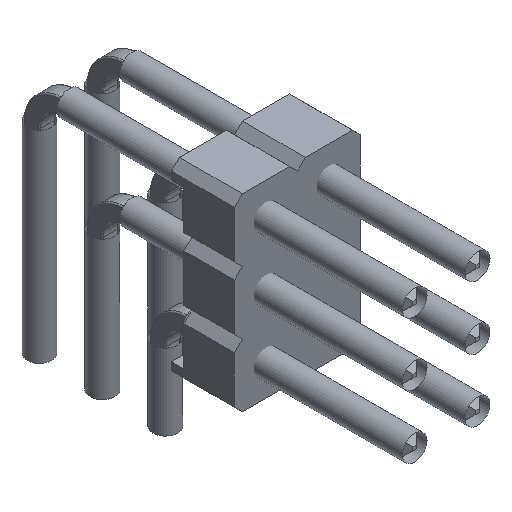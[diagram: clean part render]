
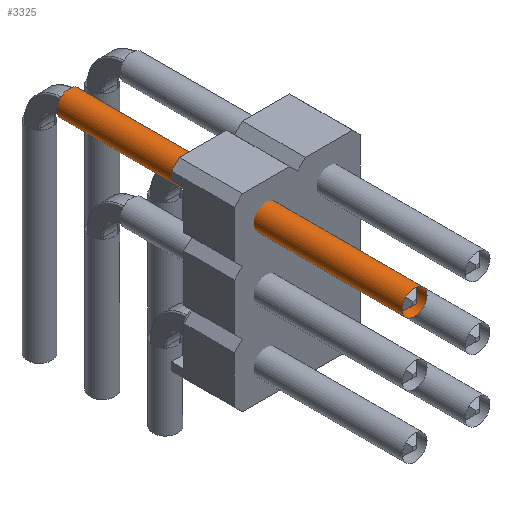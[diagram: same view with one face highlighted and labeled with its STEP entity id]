
A CAD part, isometric view. The second image highlights one B-rep face of the part: STEP entity #3325.
In plain terms, the highlighted cylindrical face has radius 0.5 mm (diameter 1 mm), a full revolution.
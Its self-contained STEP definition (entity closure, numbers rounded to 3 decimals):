
#1806=ORIENTED_EDGE('',*,*,#2280,.F.);
#1807=ORIENTED_EDGE('',*,*,#2281,.T.);
#2280=EDGE_CURVE('',#2592,#2592,#2700,.T.);
#2281=EDGE_CURVE('',#2593,#2593,#2701,.T.);
#2592=VERTEX_POINT('',#5719);
#2593=VERTEX_POINT('',#5721);
#2700=CIRCLE('',#3752,0.5);
#2701=CIRCLE('',#3753,0.5);
#2894=EDGE_LOOP('',(#1806));
#2895=EDGE_LOOP('',(#1807));
#3088=FACE_BOUND('',#2894,.T.);
#3089=FACE_BOUND('',#2895,.T.);
#3149=CYLINDRICAL_SURFACE('',#3751,0.5);
#3325=ADVANCED_FACE('',(#3088,#3089),#3149,.F.);
#3751=AXIS2_PLACEMENT_3D('',#5717,#4743,#4744);
#3752=AXIS2_PLACEMENT_3D('',#5718,#4745,#4746);
#3753=AXIS2_PLACEMENT_3D('',#5720,#4747,#4748);
#4743=DIRECTION('',(1.,0.,0.));
#4744=DIRECTION('',(0.,0.,-1.));
#4745=DIRECTION('',(-1.,0.,0.));
#4746=DIRECTION('',(0.,0.,1.));
#4747=DIRECTION('',(-1.,0.,0.));
#4748=DIRECTION('',(0.,0.,1.));
#5717=CARTESIAN_POINT('',(1.2,0.,9.35));
#5718=CARTESIAN_POINT('',(15.14,0.,9.35));
#5719=CARTESIAN_POINT('',(15.14,0.,9.85));
#5720=CARTESIAN_POINT('',(1.2,0.,9.35));
#5721=CARTESIAN_POINT('',(1.2,0.,9.85));
